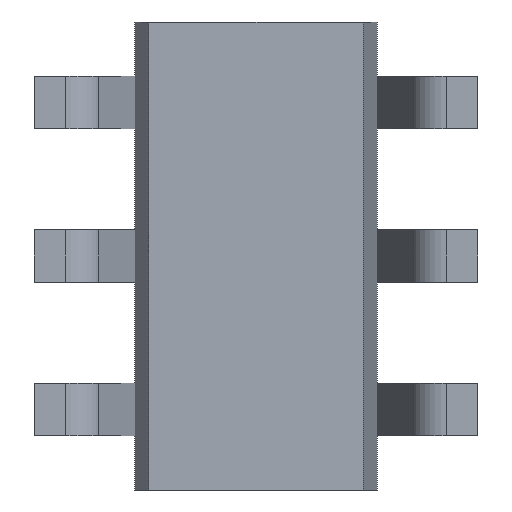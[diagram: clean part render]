
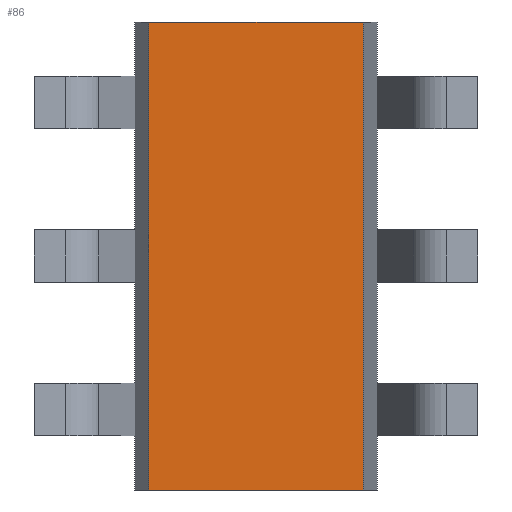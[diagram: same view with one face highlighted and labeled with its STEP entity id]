
A CAD part, front view. The second image highlights one B-rep face of the part: STEP entity #86.
In plain terms, the highlighted planar face has unit normal (0, -1, 0).
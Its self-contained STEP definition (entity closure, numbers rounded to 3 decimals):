
#12 = VERTEX_POINT ( 'NONE', #605 ) ;
#54 = CARTESIAN_POINT ( 'NONE',  ( 0.664, 0.1, -1.45 ) ) ;
#86 = ADVANCED_FACE ( 'NONE', ( #1739 ), #2329, .F. ) ;
#164 = EDGE_CURVE ( 'NONE', #1818, #12, #728, .T. ) ;
#281 = DIRECTION ( 'NONE',  ( 1., 0., 0. ) ) ;
#386 = VERTEX_POINT ( 'NONE', #1008 ) ;
#431 = CARTESIAN_POINT ( 'NONE',  ( -0.664, 0.1, -1.45 ) ) ;
#477 = ORIENTED_EDGE ( 'NONE', *, *, #1105, .F. ) ;
#528 = ORIENTED_EDGE ( 'NONE', *, *, #778, .F. ) ;
#554 = CARTESIAN_POINT ( 'NONE',  ( -0.664, 0.1, 0. ) ) ;
#568 = VECTOR ( 'NONE', #2263, 1000. ) ;
#600 = AXIS2_PLACEMENT_3D ( 'NONE', #1187, #640, #2152 ) ;
#605 = CARTESIAN_POINT ( 'NONE',  ( 0.664, 0.1, 1.45 ) ) ;
#632 = DIRECTION ( 'NONE',  ( 1., 0., 0. ) ) ;
#640 = DIRECTION ( 'NONE',  ( 0., 1., 0. ) ) ;
#728 = LINE ( 'NONE', #1777, #1795 ) ;
#741 = ORIENTED_EDGE ( 'NONE', *, *, #164, .F. ) ;
#778 = EDGE_CURVE ( 'NONE', #12, #386, #1731, .T. ) ;
#787 = EDGE_CURVE ( 'NONE', #2169, #386, #2178, .T. ) ;
#846 = ORIENTED_EDGE ( 'NONE', *, *, #787, .T. ) ;
#1008 = CARTESIAN_POINT ( 'NONE',  ( 0.664, 0.1, -1.45 ) ) ;
#1105 = EDGE_CURVE ( 'NONE', #2169, #1818, #2212, .T. ) ;
#1187 = CARTESIAN_POINT ( 'NONE',  ( 0., 0.1, 0. ) ) ;
#1233 = VECTOR ( 'NONE', #632, 1000. ) ;
#1296 = EDGE_LOOP ( 'NONE', ( #528, #741, #477, #846 ) ) ;
#1565 = DIRECTION ( 'NONE',  ( 0., 0., -1. ) ) ;
#1591 = VECTOR ( 'NONE', #1565, 1000. ) ;
#1731 = LINE ( 'NONE', #1935, #1591 ) ;
#1739 = FACE_OUTER_BOUND ( 'NONE', #1296, .T. ) ;
#1777 = CARTESIAN_POINT ( 'NONE',  ( 0.664, 0.1, 1.45 ) ) ;
#1795 = VECTOR ( 'NONE', #281, 1000. ) ;
#1818 = VERTEX_POINT ( 'NONE', #1867 ) ;
#1867 = CARTESIAN_POINT ( 'NONE',  ( -0.664, 0.1, 1.45 ) ) ;
#1935 = CARTESIAN_POINT ( 'NONE',  ( 0.664, 0.1, 0. ) ) ;
#2152 = DIRECTION ( 'NONE',  ( 0., 0., 1. ) ) ;
#2169 = VERTEX_POINT ( 'NONE', #431 ) ;
#2178 = LINE ( 'NONE', #54, #1233 ) ;
#2212 = LINE ( 'NONE', #554, #568 ) ;
#2263 = DIRECTION ( 'NONE',  ( 0., 0., 1. ) ) ;
#2329 = PLANE ( 'NONE',  #600 ) ;
